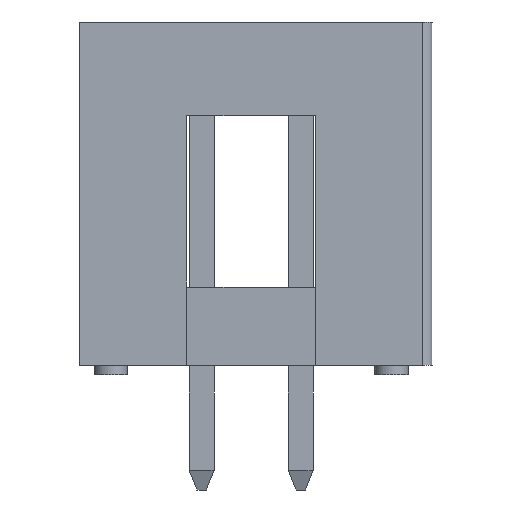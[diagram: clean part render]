
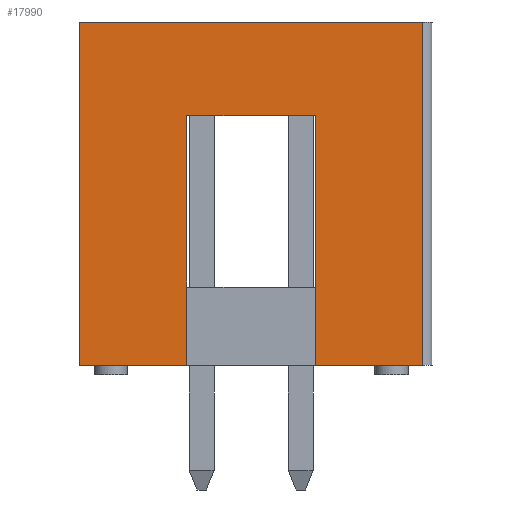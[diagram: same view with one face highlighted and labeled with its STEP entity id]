
A CAD part, front view. The second image highlights one B-rep face of the part: STEP entity #17990.
In plain terms, the highlighted face is planar.
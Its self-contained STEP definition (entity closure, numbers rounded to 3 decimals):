
#455=LINE('',#23693,#2178);
#470=LINE('',#23720,#2193);
#472=LINE('',#23724,#2195);
#476=LINE('',#23737,#2199);
#478=LINE('',#23741,#2201);
#479=LINE('',#23743,#2202);
#480=LINE('',#23744,#2203);
#481=LINE('',#23746,#2204);
#2178=VECTOR('',#20206,1000.);
#2193=VECTOR('',#20229,1000.);
#2195=VECTOR('',#20233,1000.);
#2199=VECTOR('',#20245,1000.);
#2201=VECTOR('',#20249,1000.);
#2202=VECTOR('',#20250,1000.);
#2203=VECTOR('',#20251,1000.);
#2204=VECTOR('',#20252,1000.);
#4105=ORIENTED_EDGE('',*,*,#7429,.T.);
#4106=ORIENTED_EDGE('',*,*,#7404,.F.);
#4107=ORIENTED_EDGE('',*,*,#7421,.T.);
#4108=ORIENTED_EDGE('',*,*,#7419,.T.);
#4109=ORIENTED_EDGE('',*,*,#7430,.T.);
#4110=ORIENTED_EDGE('',*,*,#7427,.F.);
#4111=ORIENTED_EDGE('',*,*,#7431,.F.);
#4112=ORIENTED_EDGE('',*,*,#7432,.T.);
#7404=EDGE_CURVE('',#9006,#9004,#455,.T.);
#7419=EDGE_CURVE('',#9015,#9014,#470,.T.);
#7421=EDGE_CURVE('',#9006,#9015,#472,.T.);
#7427=EDGE_CURVE('',#9020,#9021,#476,.T.);
#7429=EDGE_CURVE('',#9022,#9004,#478,.T.);
#7430=EDGE_CURVE('',#9014,#9021,#479,.T.);
#7431=EDGE_CURVE('',#9023,#9020,#480,.T.);
#7432=EDGE_CURVE('',#9023,#9022,#481,.T.);
#9004=VERTEX_POINT('',#23688);
#9006=VERTEX_POINT('',#23692);
#9014=VERTEX_POINT('',#23719);
#9015=VERTEX_POINT('',#23721);
#9020=VERTEX_POINT('',#23736);
#9021=VERTEX_POINT('',#23738);
#9022=VERTEX_POINT('',#23742);
#9023=VERTEX_POINT('',#23745);
#9913=EDGE_LOOP('',(#4105,#4106,#4107,#4108,#4109,#4110,#4111,#4112));
#10786=FACE_BOUND('',#9913,.T.);
#11646=PLANE('',#18804);
#17990=ADVANCED_FACE('',(#10786),#11646,.T.);
#18804=AXIS2_PLACEMENT_3D('',#23740,#20247,#20248);
#20206=DIRECTION('',(0.,0.,-1.));
#20229=DIRECTION('',(0.,0.,-1.));
#20233=DIRECTION('',(0.,1.,0.));
#20245=DIRECTION('',(0.,0.,-1.));
#20247=DIRECTION('',(1.,0.,0.));
#20248=DIRECTION('',(0.,0.,-1.));
#20249=DIRECTION('',(0.,1.,0.));
#20250=DIRECTION('',(0.,1.,0.));
#20251=DIRECTION('',(0.,1.,0.));
#20252=DIRECTION('',(0.,0.,-1.));
#23688=CARTESIAN_POINT('',(25.42,-1.65,-4.4));
#23692=CARTESIAN_POINT('',(25.42,-1.65,2.));
#23693=CARTESIAN_POINT('',(25.42,-1.65,2.));
#23719=CARTESIAN_POINT('',(25.42,1.65,-4.4));
#23720=CARTESIAN_POINT('',(25.42,1.65,2.));
#23721=CARTESIAN_POINT('',(25.42,1.65,2.));
#23724=CARTESIAN_POINT('',(25.42,-1.65,2.));
#23736=CARTESIAN_POINT('',(25.42,4.4,4.4));
#23737=CARTESIAN_POINT('',(25.42,4.4,4.4));
#23738=CARTESIAN_POINT('',(25.42,4.4,-4.4));
#23740=CARTESIAN_POINT('',(25.42,-4.4,4.4));
#23741=CARTESIAN_POINT('',(25.42,-4.4,-4.4));
#23742=CARTESIAN_POINT('',(25.42,-4.4,-4.4));
#23743=CARTESIAN_POINT('',(25.42,-4.4,-4.4));
#23744=CARTESIAN_POINT('',(25.42,-4.4,4.4));
#23745=CARTESIAN_POINT('',(25.42,-4.4,4.4));
#23746=CARTESIAN_POINT('',(25.42,-4.4,4.4));
